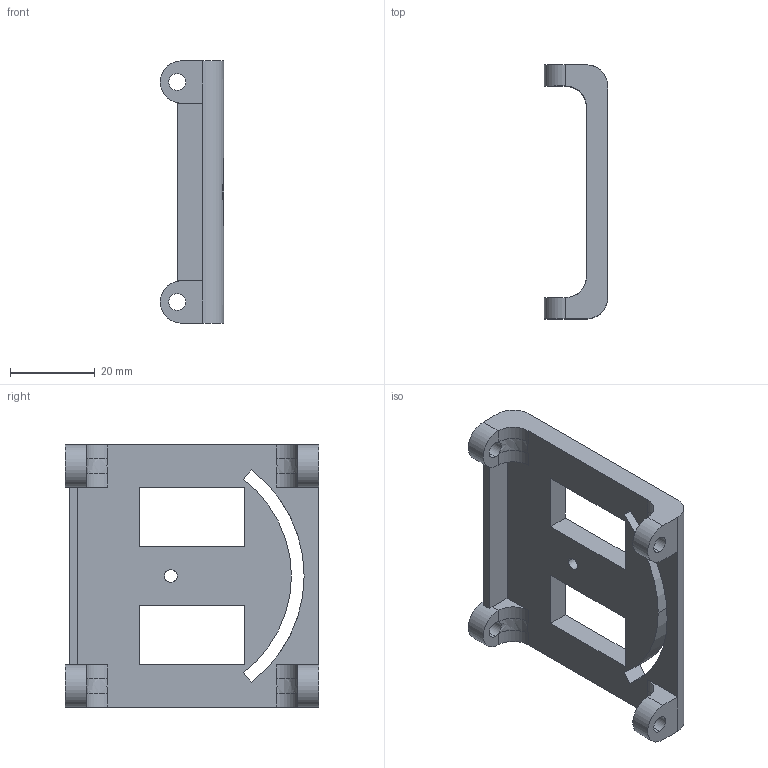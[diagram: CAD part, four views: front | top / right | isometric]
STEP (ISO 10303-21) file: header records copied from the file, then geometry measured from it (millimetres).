
FILE_DESCRIPTION (( 'STEP AP203' ), '1' );
FILE_NAME ('Pen Carrige_默认_sldprt.STEP', '2022-12-01T14:35:57', ( '' ), ( '' ), 'SwSTEP 2.0', 'SolidWorks 2021', '' );
FILE_SCHEMA (( 'CONFIG_CONTROL_DESIGN' ));
Length unit declared in the file: millimetre
Products named in the file (1): Pen Carrige_默认_sldprt
Bounding box: 15 x 60 x 62 mm (x, y, z)
Volume: 15726.4 mm3; surface area: 9612.9 mm2
Topology: 1 solids, 1 shells, 65 faces, 182 edges, 114 vertices
Faces by surface type: plane 33, cylinder 28, bspline 4
Entity records: 2475 total; most frequent: CARTESIAN_POINT 670, DIRECTION 366, ORIENTED_EDGE 364, EDGE_CURVE 182, AXIS2_PLACEMENT_3D 128, VERTEX_POINT 114, LINE 110, VECTOR 110
